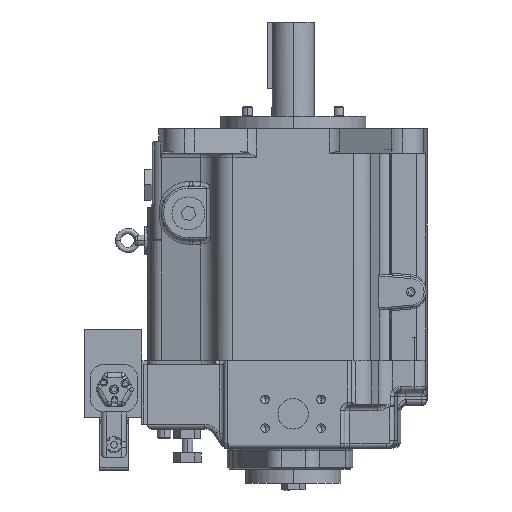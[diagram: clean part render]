
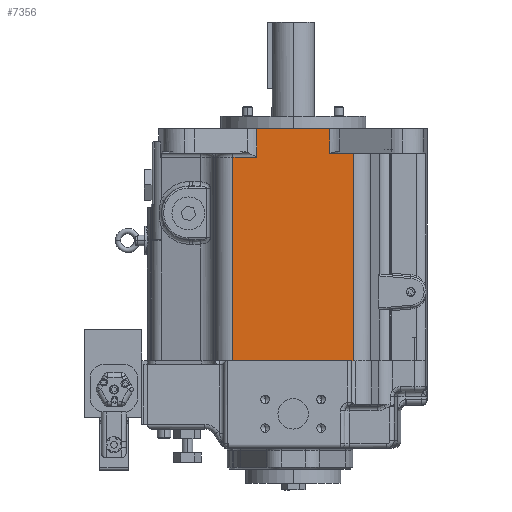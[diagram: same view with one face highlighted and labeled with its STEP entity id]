
A CAD part, left-side view. The second image highlights one B-rep face of the part: STEP entity #7356.
In plain terms, the highlighted face is planar.
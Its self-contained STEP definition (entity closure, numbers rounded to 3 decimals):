
#96 = CARTESIAN_POINT ( 'NONE',  ( 169.608, 11.413, 47.858 ) ) ;
#1643 = CARTESIAN_POINT ( 'NONE',  ( 27.275, 28.015, 47.858 ) ) ;
#2032 = CARTESIAN_POINT ( 'NONE',  ( 173.608, -73.476, 47.858 ) ) ;
#2219 = CARTESIAN_POINT ( 'NONE',  ( 169.608, 3.113, 47.858 ) ) ;
#3555 = CARTESIAN_POINT ( 'NONE',  ( 199.608, -73.476, 47.858 ) ) ;
#4328 = EDGE_CURVE ( 'NONE', #53394, #58511, #13814, .T. ) ;
#4964 = PLANE ( 'NONE',  #13689 ) ;
#6485 = B_SPLINE_CURVE_WITH_KNOTS ( 'NONE', 3,
 ( #11613, #19310, #41800, #55433 ),
 .UNSPECIFIED., .F., .F.,
 ( 4, 4 ),
 ( 0., 1. ),
 .UNSPECIFIED. ) ;
#7356 = ADVANCED_FACE ( 'NONE', ( #53837 ), #4964, .T. ) ;
#7678 = EDGE_CURVE ( 'NONE', #44843, #26699, #46142, .T. ) ;
#8219 = EDGE_CURVE ( 'NONE', #58511, #55316, #55876, .T. ) ;
#8940 = CARTESIAN_POINT ( 'NONE',  ( 182.275, -73.476, 47.858 ) ) ;
#9075 = VERTEX_POINT ( 'NONE', #50890 ) ;
#10533 = CARTESIAN_POINT ( 'NONE',  ( 169.608, 28.015, 47.858 ) ) ;
#11468 = CARTESIAN_POINT ( 'NONE',  ( -43.892, -98.377, 47.858 ) ) ;
#11613 = CARTESIAN_POINT ( 'NONE',  ( 173.608, -98.377, 47.858 ) ) ;
#13689 = AXIS2_PLACEMENT_3D ( 'NONE', #50266, #44935, #41060 ) ;
#13814 = B_SPLINE_CURVE_WITH_KNOTS ( 'NONE', 3,
 ( #19670, #55502, #37715, #2219 ),
 .UNSPECIFIED., .F., .F.,
 ( 4, 4 ),
 ( 0., 1. ),
 .UNSPECIFIED. ) ;
#14590 = CARTESIAN_POINT ( 'NONE',  ( 169.608, 19.714, 47.858 ) ) ;
#14959 = CARTESIAN_POINT ( 'NONE',  ( -43.892, 28.015, 47.858 ) ) ;
#16368 = VECTOR ( 'NONE', #32589, 1000. ) ;
#16836 = CARTESIAN_POINT ( 'NONE',  ( 199.608, -73.476, 47.858 ) ) ;
#18009 = EDGE_CURVE ( 'NONE', #26475, #26699, #6485, .T. ) ;
#19217 = CARTESIAN_POINT ( 'NONE',  ( 199.608, 3.113, 47.858 ) ) ;
#19310 = CARTESIAN_POINT ( 'NONE',  ( 101.108, -98.377, 47.858 ) ) ;
#19670 = CARTESIAN_POINT ( 'NONE',  ( 199.608, 3.113, 47.858 ) ) ;
#19914 = EDGE_CURVE ( 'NONE', #32762, #48151, #21743, .T. ) ;
#20191 = CARTESIAN_POINT ( 'NONE',  ( 173.608, -98.377, 47.858 ) ) ;
#20342 = CARTESIAN_POINT ( 'NONE',  ( -43.892, -96.301, 47.858 ) ) ;
#21046 = EDGE_CURVE ( 'NONE', #53394, #48151, #43589, .T. ) ;
#21743 = B_SPLINE_CURVE_WITH_KNOTS ( 'NONE', 3,
 ( #49499, #8940, #26946, #50097 ),
 .UNSPECIFIED., .F., .F.,
 ( 4, 4 ),
 ( 0., 1. ),
 .UNSPECIFIED. ) ;
#22187 = ORIENTED_EDGE ( 'NONE', *, *, #28843, .T. ) ;
#22599 = ORIENTED_EDGE ( 'NONE', *, *, #7678, .T. ) ;
#24015 = CARTESIAN_POINT ( 'NONE',  ( -43.892, -35.181, 47.858 ) ) ;
#25214 = EDGE_LOOP ( 'NONE', ( #48441, #22599, #55969, #31357, #31997, #31068, #47391, #43925, #22187 ) ) ;
#26475 = VERTEX_POINT ( 'NONE', #20191 ) ;
#26699 = VERTEX_POINT ( 'NONE', #36972 ) ;
#26946 = CARTESIAN_POINT ( 'NONE',  ( 190.941, -73.476, 47.858 ) ) ;
#28245 = CARTESIAN_POINT ( 'NONE',  ( 98.441, 28.015, 47.858 ) ) ;
#28487 = CARTESIAN_POINT ( 'NONE',  ( 173.608, -73.476, 47.858 ) ) ;
#28843 = EDGE_CURVE ( 'NONE', #55316, #9075, #39266, .T. ) ;
#31068 = ORIENTED_EDGE ( 'NONE', *, *, #21046, .F. ) ;
#31357 = ORIENTED_EDGE ( 'NONE', *, *, #57867, .T. ) ;
#31997 = ORIENTED_EDGE ( 'NONE', *, *, #19914, .T. ) ;
#32589 = DIRECTION ( 'NONE',  ( 0., -1., 0. ) ) ;
#32762 = VERTEX_POINT ( 'NONE', #28487 ) ;
#33662 = CARTESIAN_POINT ( 'NONE',  ( 173.608, -98.377, 47.858 ) ) ;
#33938 = CARTESIAN_POINT ( 'NONE',  ( -43.892, -97.685, 47.858 ) ) ;
#36184 = CARTESIAN_POINT ( 'NONE',  ( 169.608, 28.015, 47.858 ) ) ;
#36972 = CARTESIAN_POINT ( 'NONE',  ( -43.892, -98.377, 47.858 ) ) ;
#37365 = CARTESIAN_POINT ( 'NONE',  ( 169.608, 3.113, 47.858 ) ) ;
#37715 = CARTESIAN_POINT ( 'NONE',  ( 179.608, 3.113, 47.858 ) ) ;
#38714 = CARTESIAN_POINT ( 'NONE',  ( 173.608, -81.776, 47.858 ) ) ;
#39266 = B_SPLINE_CURVE_WITH_KNOTS ( 'NONE', 3,
 ( #10533, #28245, #1643, #14959 ),
 .UNSPECIFIED., .F., .F.,
 ( 4, 4 ),
 ( 0., 1. ),
 .UNSPECIFIED. ) ;
#39313 = CARTESIAN_POINT ( 'NONE',  ( 199.608, -22.417, 47.858 ) ) ;
#39648 = CARTESIAN_POINT ( 'NONE',  ( -43.892, -96.301, 47.858 ) ) ;
#40482 = EDGE_CURVE ( 'NONE', #9075, #44843, #56832, .T. ) ;
#41060 = DIRECTION ( 'NONE',  ( 1., 0., 0. ) ) ;
#41800 = CARTESIAN_POINT ( 'NONE',  ( 28.608, -98.377, 47.858 ) ) ;
#43589 = B_SPLINE_CURVE_WITH_KNOTS ( 'NONE', 3,
 ( #53247, #39313, #57395, #16836 ),
 .UNSPECIFIED., .F., .F.,
 ( 4, 4 ),
 ( 0., 1. ),
 .UNSPECIFIED. ) ;
#43925 = ORIENTED_EDGE ( 'NONE', *, *, #8219, .T. ) ;
#44843 = VERTEX_POINT ( 'NONE', #39648 ) ;
#44935 = DIRECTION ( 'NONE',  ( 0., 0., 1. ) ) ;
#46142 = B_SPLINE_CURVE_WITH_KNOTS ( 'NONE', 3,
 ( #20342, #47899, #33938, #11468 ),
 .UNSPECIFIED., .F., .F.,
 ( 4, 4 ),
 ( 0.984, 1. ),
 .UNSPECIFIED. ) ;
#47391 = ORIENTED_EDGE ( 'NONE', *, *, #4328, .T. ) ;
#47899 = CARTESIAN_POINT ( 'NONE',  ( -43.892, -96.993, 47.858 ) ) ;
#48151 = VERTEX_POINT ( 'NONE', #3555 ) ;
#48441 = ORIENTED_EDGE ( 'NONE', *, *, #40482, .T. ) ;
#49499 = CARTESIAN_POINT ( 'NONE',  ( 173.608, -73.476, 47.858 ) ) ;
#50097 = CARTESIAN_POINT ( 'NONE',  ( 199.608, -73.476, 47.858 ) ) ;
#50266 = CARTESIAN_POINT ( 'NONE',  ( 77.858, -35.181, 47.858 ) ) ;
#50482 = CARTESIAN_POINT ( 'NONE',  ( 169.608, 3.113, 47.858 ) ) ;
#50890 = CARTESIAN_POINT ( 'NONE',  ( -43.892, 28.015, 47.858 ) ) ;
#51050 = CARTESIAN_POINT ( 'NONE',  ( 169.608, 28.015, 47.858 ) ) ;
#51768 = CARTESIAN_POINT ( 'NONE',  ( 173.608, -90.077, 47.858 ) ) ;
#53179 = B_SPLINE_CURVE_WITH_KNOTS ( 'NONE', 3,
 ( #33662, #51768, #38714, #2032 ),
 .UNSPECIFIED., .F., .F.,
 ( 4, 4 ),
 ( 0., 1. ),
 .UNSPECIFIED. ) ;
#53247 = CARTESIAN_POINT ( 'NONE',  ( 199.608, 3.113, 47.858 ) ) ;
#53394 = VERTEX_POINT ( 'NONE', #19217 ) ;
#53837 = FACE_OUTER_BOUND ( 'NONE', #25214, .T. ) ;
#55316 = VERTEX_POINT ( 'NONE', #51050 ) ;
#55433 = CARTESIAN_POINT ( 'NONE',  ( -43.892, -98.377, 47.858 ) ) ;
#55502 = CARTESIAN_POINT ( 'NONE',  ( 189.608, 3.113, 47.858 ) ) ;
#55876 = B_SPLINE_CURVE_WITH_KNOTS ( 'NONE', 3,
 ( #37365, #96, #14590, #36184 ),
 .UNSPECIFIED., .F., .F.,
 ( 4, 4 ),
 ( 0., 1. ),
 .UNSPECIFIED. ) ;
#55969 = ORIENTED_EDGE ( 'NONE', *, *, #18009, .F. ) ;
#56832 = LINE ( 'NONE', #24015, #16368 ) ;
#57395 = CARTESIAN_POINT ( 'NONE',  ( 199.608, -47.946, 47.858 ) ) ;
#57867 = EDGE_CURVE ( 'NONE', #26475, #32762, #53179, .T. ) ;
#58511 = VERTEX_POINT ( 'NONE', #50482 ) ;
